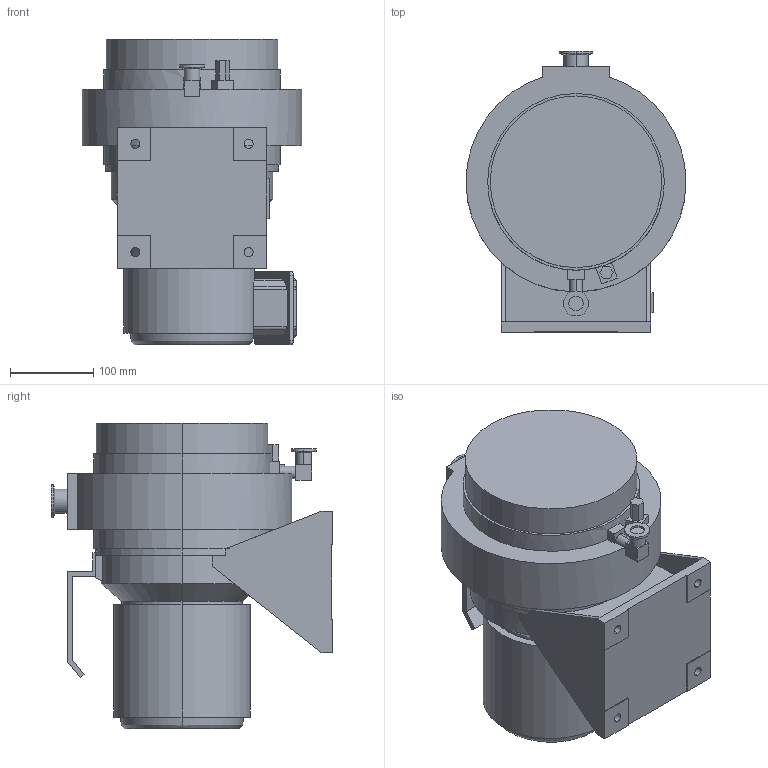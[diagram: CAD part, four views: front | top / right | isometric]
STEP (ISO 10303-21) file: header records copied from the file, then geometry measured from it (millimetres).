
FILE_DESCRIPTION (( 'STEP AP214' ), '1' );
FILE_NAME ('ISP-250E-TV.STEP', '2019-11-07T08:25:39', ( '' ), ( '' ), 'SwSTEP 2.0', 'SolidWorks 2017', '' );
FILE_SCHEMA (( 'AUTOMOTIVE_DESIGN' ));
Length unit declared in the file: millimetre
Products named in the file (4): ISP-250B_t-motor; ISP-250E_pump; ISP_t-box; ISP-250E-TV
Assembly tree (3 placements, depth 2):
  ISP-250E-TV
    ISP-250E_pump
    ISP-250B_t-motor
    ISP_t-box
Bounding box: 264 x 338 x 366.5 mm (x, y, z)
Volume: 13164096.4 mm3; surface area: 570156.5 mm2
Topology: 3 solids, 3 shells, 201 faces, 654 edges, 472 vertices
Faces by surface type: plane 116, cylinder 69, bspline 10, cone 6
Entity records: 7667 total; most frequent: CARTESIAN_POINT 2095, ORIENTED_EDGE 1308, DIRECTION 996, EDGE_CURVE 654, VERTEX_POINT 472, VECTOR 338, LINE 338, AXIS2_PLACEMENT_3D 329
